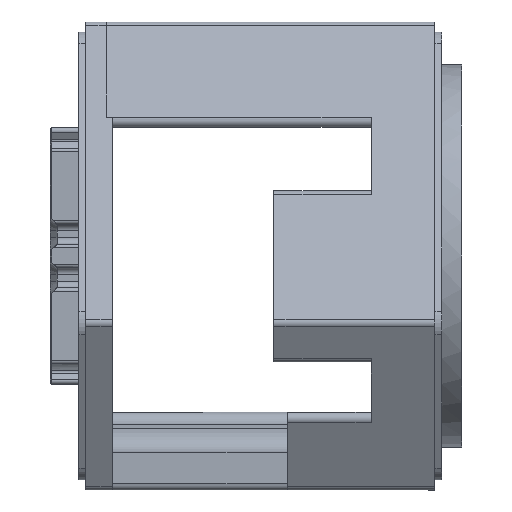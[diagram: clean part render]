
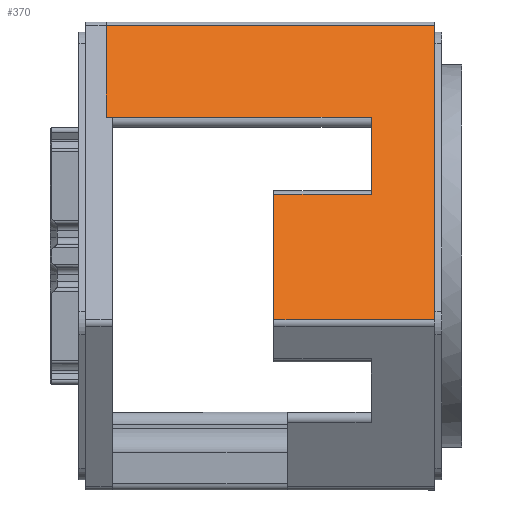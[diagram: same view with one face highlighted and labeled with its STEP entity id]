
A CAD part, left-side view. The second image highlights one B-rep face of the part: STEP entity #370.
In plain terms, the highlighted planar face has unit normal (-0.866, 0, 0.5).
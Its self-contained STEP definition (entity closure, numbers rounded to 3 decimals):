
#370=ADVANCED_FACE('',(#862),#4500,.T.);
#862=FACE_OUTER_BOUND('',#1402,.F.);
#1402=EDGE_LOOP('',(#1964,#1965,#1966,#1967,#1968,#1969,#1970,#1971,#1972,
#1973,#1974));
#1964=ORIENTED_EDGE('',*,*,#6710,.T.);
#1965=ORIENTED_EDGE('',*,*,#6742,.F.);
#1966=ORIENTED_EDGE('',*,*,#6606,.T.);
#1967=ORIENTED_EDGE('',*,*,#6740,.T.);
#1968=ORIENTED_EDGE('',*,*,#6781,.T.);
#1969=ORIENTED_EDGE('',*,*,#6767,.T.);
#1970=ORIENTED_EDGE('',*,*,#6768,.F.);
#1971=ORIENTED_EDGE('',*,*,#6789,.T.);
#1972=ORIENTED_EDGE('',*,*,#6772,.F.);
#1973=ORIENTED_EDGE('',*,*,#6705,.T.);
#1974=ORIENTED_EDGE('',*,*,#6704,.T.);
#4500=PLANE('',#9715);
#5036=LINE('',#13820,#5807);
#5079=LINE('',#13918,#5850);
#5080=LINE('',#13919,#5851);
#5085=LINE('',#13924,#5856);
#5107=LINE('',#13954,#5878);
#5109=LINE('',#13956,#5880);
#5127=LINE('',#13981,#5898);
#5128=LINE('',#13982,#5899);
#5131=LINE('',#13986,#5902);
#5140=LINE('',#13995,#5911);
#5148=LINE('',#14003,#5919);
#5807=VECTOR('',#10268,50.691);
#5850=VECTOR('',#10421,0.9);
#5851=VECTOR('',#10422,38.6);
#5856=VECTOR('',#10427,15.819);
#5878=VECTOR('',#10465,24.);
#5880=VECTOR('',#10467,49.);
#5898=VECTOR('',#10499,14.5);
#5899=VECTOR('',#10500,0.577);
#5902=VECTOR('',#10505,1.732);
#5911=VECTOR('',#10514,21.593);
#5919=VECTOR('',#10522,10.97);
#6606=EDGE_CURVE('',#9145,#9146,#5036,.T.);
#6704=EDGE_CURVE('',#9053,#9034,#5079,.T.);
#6705=EDGE_CURVE('',#9033,#9053,#5080,.T.);
#6710=EDGE_CURVE('',#9034,#9028,#5085,.T.);
#6740=EDGE_CURVE('',#9146,#9001,#5107,.T.);
#6742=EDGE_CURVE('',#9145,#9028,#5109,.T.);
#6767=EDGE_CURVE('',#8977,#8976,#5127,.T.);
#6768=EDGE_CURVE('',#8975,#8976,#5128,.T.);
#6772=EDGE_CURVE('',#9033,#8970,#5131,.T.);
#6781=EDGE_CURVE('',#9001,#8977,#5140,.T.);
#6789=EDGE_CURVE('',#8975,#8970,#5148,.T.);
#8970=VERTEX_POINT('',#13579);
#8975=VERTEX_POINT('',#13584);
#8976=VERTEX_POINT('',#13585);
#8977=VERTEX_POINT('',#13586);
#9001=VERTEX_POINT('',#13610);
#9028=VERTEX_POINT('',#13637);
#9033=VERTEX_POINT('',#13642);
#9034=VERTEX_POINT('',#13643);
#9053=VERTEX_POINT('',#13662);
#9145=VERTEX_POINT('',#13754);
#9146=VERTEX_POINT('',#13755);
#9715=AXIS2_PLACEMENT_3D('',#15246,#11996,#11997);
#10268=DIRECTION('',(-0.5,0.,-0.866));
#10421=DIRECTION('',(0.,1.,0.));
#10422=DIRECTION('',(0.,1.,0.));
#10427=DIRECTION('',(0.5,0.,0.866));
#10465=DIRECTION('',(0.,1.,0.));
#10467=DIRECTION('',(0.,1.,0.));
#10499=DIRECTION('',(0.,-1.,0.));
#10500=DIRECTION('',(-0.5,0.,-0.866));
#10505=DIRECTION('',(-0.5,0.,-0.866));
#10514=DIRECTION('',(0.5,0.,0.866));
#10522=DIRECTION('',(0.5,0.,0.866));
#11996=DIRECTION('',(-0.866,0.,0.5));
#11997=DIRECTION('',(-0.5,0.,-0.866));
#13579=CARTESIAN_POINT('',(-23.44,10.5,19.2));
#13584=CARTESIAN_POINT('',(-28.925,10.5,9.7));
#13585=CARTESIAN_POINT('',(-29.214,10.5,9.2));
#13586=CARTESIAN_POINT('',(-29.214,25.,9.2));
#13610=CARTESIAN_POINT('',(-40.01,25.,-9.5));
#13637=CARTESIAN_POINT('',(-14.665,50.,34.4));
#13642=CARTESIAN_POINT('',(-22.574,10.5,20.7));
#13643=CARTESIAN_POINT('',(-22.574,50.,20.7));
#13662=CARTESIAN_POINT('',(-22.574,49.1,20.7));
#13754=CARTESIAN_POINT('',(-14.665,1.,34.4));
#13755=CARTESIAN_POINT('',(-40.01,1.,-9.5));
#13820=CARTESIAN_POINT('',(-14.665,1.,34.4));
#13918=CARTESIAN_POINT('',(-22.574,49.1,20.7));
#13919=CARTESIAN_POINT('',(-22.574,10.5,20.7));
#13924=CARTESIAN_POINT('',(-22.574,50.,20.7));
#13954=CARTESIAN_POINT('',(-40.01,1.,-9.5));
#13956=CARTESIAN_POINT('',(-14.665,1.,34.4));
#13981=CARTESIAN_POINT('',(-29.214,25.,9.2));
#13982=CARTESIAN_POINT('',(-28.925,10.5,9.7));
#13986=CARTESIAN_POINT('',(-22.574,10.5,20.7));
#13995=CARTESIAN_POINT('',(-40.01,25.,-9.5));
#14003=CARTESIAN_POINT('',(-28.925,10.5,9.7));
#15246=CARTESIAN_POINT('',(-14.117,50.518,35.349));
